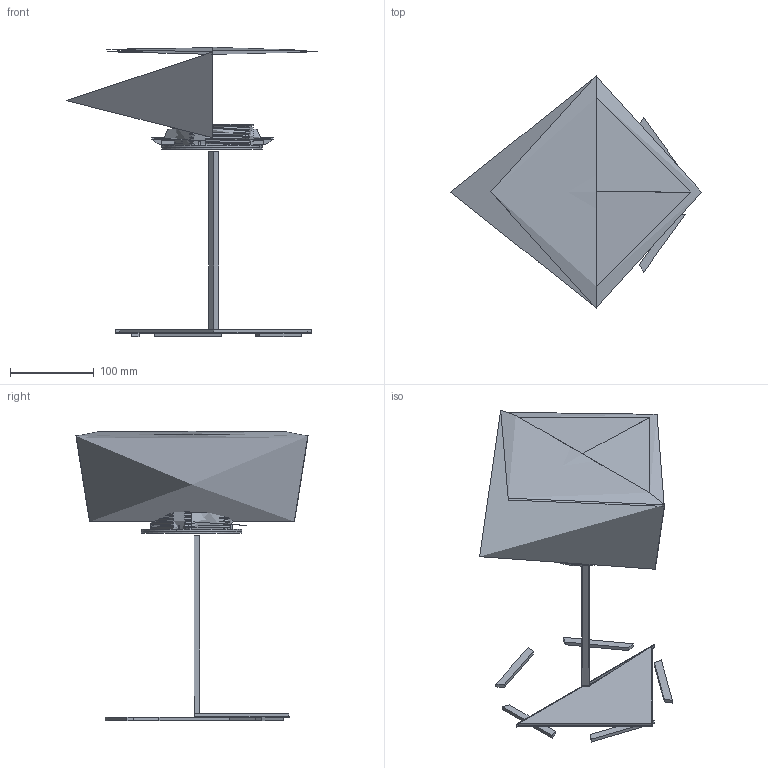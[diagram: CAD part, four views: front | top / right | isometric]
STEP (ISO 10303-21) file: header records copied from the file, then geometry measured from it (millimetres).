
FILE_DESCRIPTION(/* description */ (''),/* implementation_level */ '2;1');
FILE_NAME(/* name */ 'ITKA TAVOLO 35',/* time_stamp */ '2012-11-06T11:03:35+01:00',/* author */ (''),/* organization */ (''),/* preprocessor_version */ 'ST-DEVELOPER v10',/* originating_system */ '',/* authorisation */ '');
FILE_SCHEMA (('CONFIG_CONTROL_DESIGN'));
Length unit declared in the file: millimetre
Products named in the file (3): 1; 2; 3
Bounding box: 299.84 x 277.4 x 345.8 mm (x, y, z)
Volume: 392824 mm3; surface area: 800395.4 mm2
Topology: 11 solids, 45 shells, 269 faces, 805 edges, 589 vertices
Faces by surface type: bspline 269
Entity records: 12043 total; most frequent: CARTESIAN_POINT 7651, ORIENTED_EDGE 1362, EDGE_CURVE 740, VERTEX_POINT 542, B_SPLINE_CURVE_WITH_KNOTS 341, EDGE_LOOP 296, ADVANCED_FACE 261, FACE_OUTER_BOUND 261
